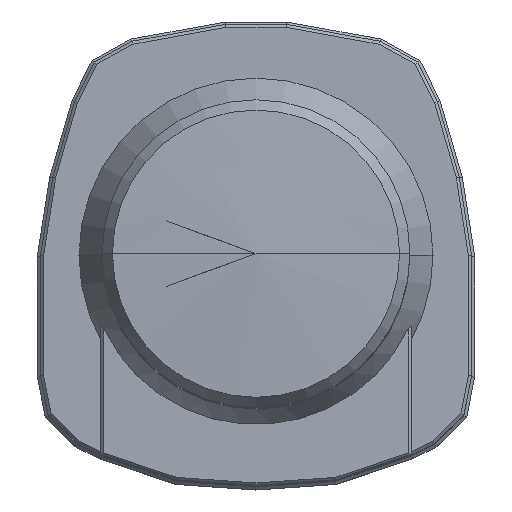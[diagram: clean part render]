
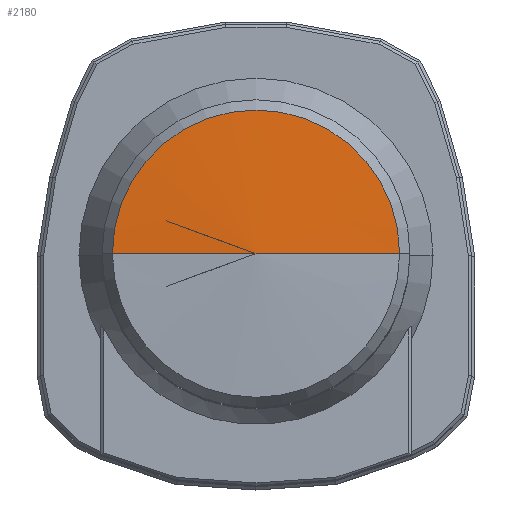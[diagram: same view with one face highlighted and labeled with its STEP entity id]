
A CAD part, top view. The second image highlights one B-rep face of the part: STEP entity #2180.
In plain terms, the highlighted conical face has half-angle 87.09 degrees and reference radius 46.658 mm.
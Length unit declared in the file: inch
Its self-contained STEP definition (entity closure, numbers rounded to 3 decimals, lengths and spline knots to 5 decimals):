
#223 = FACE_OUTER_BOUND ( 'NONE', #8064, .T. ) ;
#305 = CARTESIAN_POINT ( 'NONE',  ( 1.83693, 0., 17.44598 ) ) ;
#1007 = DIRECTION ( 'NONE',  ( -0.999, 0., -0.051 ) ) ;
#1031 = DIRECTION ( 'NONE',  ( 0., 0., -1. ) ) ;
#1128 = DIRECTION ( 'NONE',  ( -1., 0., 0. ) ) ;
#1422 = AXIS2_PLACEMENT_3D ( 'NONE', #7037, #1031, #2346 ) ;
#1449 = VERTEX_POINT ( 'NONE', #305 ) ;
#1882 = ORIENTED_EDGE ( 'NONE', *, *, #6027, .F. ) ;
#2180 = ADVANCED_FACE ( 'NONE', ( #223 ), #6090, .T. ) ;
#2346 = DIRECTION ( 'NONE',  ( -1., 0., 0. ) ) ;
#2406 = VECTOR ( 'NONE', #5452, 39.37008 ) ;
#2718 = VERTEX_POINT ( 'NONE', #7755 ) ;
#2867 = CARTESIAN_POINT ( 'NONE',  ( -1.83693, 0., 17.44598 ) ) ;
#2994 = VERTEX_POINT ( 'NONE', #5302 ) ;
#3623 = AXIS2_PLACEMENT_3D ( 'NONE', #4956, #3702, #1128 ) ;
#3702 = DIRECTION ( 'NONE',  ( 0., 0., -1. ) ) ;
#3738 = LINE ( 'NONE', #4054, #2406 ) ;
#4054 = CARTESIAN_POINT ( 'NONE',  ( 1.83693, 0., 17.44598 ) ) ;
#4384 = ORIENTED_EDGE ( 'NONE', *, *, #6381, .T. ) ;
#4571 = CIRCLE ( 'NONE', #3623, 1.83693 ) ;
#4956 = CARTESIAN_POINT ( 'NONE',  ( 0., 0., 17.44598 ) ) ;
#5302 = CARTESIAN_POINT ( 'NONE',  ( 0., 0., 17.53937 ) ) ;
#5452 = DIRECTION ( 'NONE',  ( 0.999, 0., -0.051 ) ) ;
#5816 = LINE ( 'NONE', #2867, #8208 ) ;
#6027 = EDGE_CURVE ( 'NONE', #2718, #1449, #4571, .T. ) ;
#6090 = CONICAL_SURFACE ( 'NONE', #1422, 1.83693, 1.52 ) ;
#6381 = EDGE_CURVE ( 'NONE', #2994, #1449, #3738, .T. ) ;
#7037 = CARTESIAN_POINT ( 'NONE',  ( 0., 0., 17.44598 ) ) ;
#7427 = EDGE_CURVE ( 'NONE', #2994, #2718, #5816, .T. ) ;
#7755 = CARTESIAN_POINT ( 'NONE',  ( -1.83693, 0., 17.44598 ) ) ;
#7816 = ORIENTED_EDGE ( 'NONE', *, *, #7427, .F. ) ;
#8064 = EDGE_LOOP ( 'NONE', ( #7816, #4384, #1882 ) ) ;
#8208 = VECTOR ( 'NONE', #1007, 39.37008 ) ;
